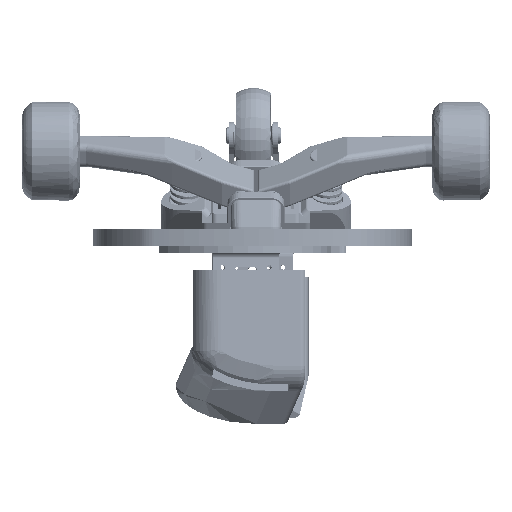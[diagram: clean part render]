
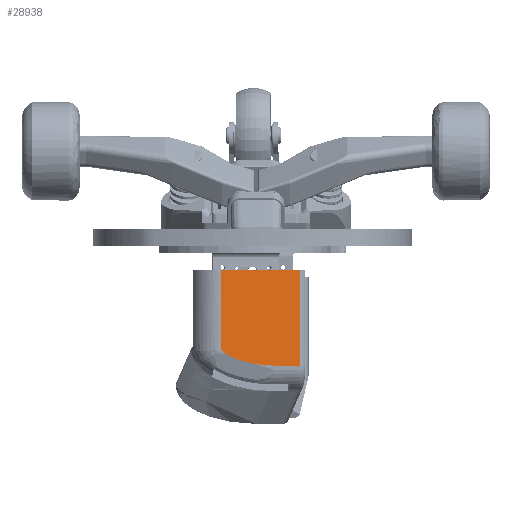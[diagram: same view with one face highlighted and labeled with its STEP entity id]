
A CAD part, front view. The second image highlights one B-rep face of the part: STEP entity #28938.
In plain terms, the highlighted face is planar.
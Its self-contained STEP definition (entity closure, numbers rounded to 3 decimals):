
#1786 = EDGE_CURVE ( 'NONE', #82957, #12074, #4460, .T. ) ;
#2228 = VECTOR ( 'NONE', #53736, 1000. ) ;
#4155 = CARTESIAN_POINT ( 'NONE',  ( 20., 69.08, -35.498 ) ) ;
#4460 = LINE ( 'NONE', #4884, #40013 ) ;
#4775 = EDGE_CURVE ( 'NONE', #12074, #16676, #39845, .T. ) ;
#4884 = CARTESIAN_POINT ( 'NONE',  ( 20., 30., -80. ) ) ;
#6106 = CARTESIAN_POINT ( 'NONE',  ( 20., 60.6, -20. ) ) ;
#8088 = CARTESIAN_POINT ( 'NONE',  ( 20., 72.265, -52.888 ) ) ;
#8488 = CARTESIAN_POINT ( 'NONE',  ( 20., 60.956, -20.283 ) ) ;
#9399 = CARTESIAN_POINT ( 'NONE',  ( 20., 72.518, -60. ) ) ;
#9652 = CARTESIAN_POINT ( 'NONE',  ( 20., 30., -80. ) ) ;
#10060 = CARTESIAN_POINT ( 'NONE',  ( 20., 72.114, -51.123 ) ) ;
#10484 = CARTESIAN_POINT ( 'NONE',  ( 20., 61.28, -20.594 ) ) ;
#11682 = ORIENTED_EDGE ( 'NONE', *, *, #1786, .F. ) ;
#12074 = VERTEX_POINT ( 'NONE', #72697 ) ;
#13957 = VERTEX_POINT ( 'NONE', #6106 ) ;
#14011 = PLANE ( 'NONE',  #23358 ) ;
#14635 = EDGE_CURVE ( 'NONE', #16676, #13957, #36455, .T. ) ;
#16002 = LINE ( 'NONE', #9652, #71707 ) ;
#16676 = VERTEX_POINT ( 'NONE', #9399 ) ;
#17250 = CARTESIAN_POINT ( 'NONE',  ( 20., 64.53, -24.875 ) ) ;
#20749 = CARTESIAN_POINT ( 'NONE',  ( 20., 30., -20. ) ) ;
#20879 = DIRECTION ( 'NONE',  ( 0., 0., 1. ) ) ;
#23358 = AXIS2_PLACEMENT_3D ( 'NONE', #47686, #27102, #33824 ) ;
#23545 = CARTESIAN_POINT ( 'NONE',  ( 20., 65.813, -27.215 ) ) ;
#24118 = ORIENTED_EDGE ( 'NONE', *, *, #29610, .F. ) ;
#27102 = DIRECTION ( 'NONE',  ( 1., 0., 0. ) ) ;
#27489 = CARTESIAN_POINT ( 'NONE',  ( 20., 63.043, -22.628 ) ) ;
#28303 = DIRECTION ( 'NONE',  ( 0., -1., 0. ) ) ;
#28938 = ADVANCED_FACE ( 'NONE', ( #79300 ), #14011, .F. ) ;
#29049 = CARTESIAN_POINT ( 'NONE',  ( 20., 69.812, -38.067 ) ) ;
#29469 = CARTESIAN_POINT ( 'NONE',  ( 20., 72.468, -56.432 ) ) ;
#29610 = EDGE_CURVE ( 'NONE', #13957, #76671, #80096, .T. ) ;
#29868 = CARTESIAN_POINT ( 'NONE',  ( 20., 64.976, -25.646 ) ) ;
#30247 = EDGE_LOOP ( 'NONE', ( #11682, #72494, #70723, #24118, #81941, #83097 ) ) ;
#31960 = CARTESIAN_POINT ( 'NONE',  ( 20., 30., -80. ) ) ;
#33824 = DIRECTION ( 'NONE',  ( 0., 0., -1. ) ) ;
#36198 = CARTESIAN_POINT ( 'NONE',  ( 20., 71.504, -45.853 ) ) ;
#36455 = B_SPLINE_CURVE_WITH_KNOTS ( 'NONE', 3,
 ( #78878, #66218, #29469, #8088, #10060, #36198, #42496, #29049, #61899, #4155, #74925, #59931, #36598, #55162, #23545, #29868, #17250, #68181, #27489, #49670, #53184, #10484, #8488, #68596 ),
 .UNSPECIFIED., .F., .F.,
 ( 4, 2, 2, 2, 2, 2, 2, 2, 2, 2, 2, 4 ),
 ( 0., 0.005, 0.011, 0.021, 0.024, 0.027, 0.032, 0.035, 0.037, 0.04, 0.042, 0.043 ),
 .UNSPECIFIED. ) ;
#36598 = CARTESIAN_POINT ( 'NONE',  ( 20., 67.307, -30.439 ) ) ;
#38090 = VECTOR ( 'NONE', #28303, 1000. ) ;
#39845 = LINE ( 'NONE', #53332, #2228 ) ;
#40013 = VECTOR ( 'NONE', #44066, 1000. ) ;
#42496 = CARTESIAN_POINT ( 'NONE',  ( 20., 70.893, -42.371 ) ) ;
#44066 = DIRECTION ( 'NONE',  ( 0., 1., 0. ) ) ;
#46344 = CARTESIAN_POINT ( 'NONE',  ( 20., 0., -20. ) ) ;
#46552 = LINE ( 'NONE', #71813, #75336 ) ;
#47686 = CARTESIAN_POINT ( 'NONE',  ( 20., 152., -20. ) ) ;
#49670 = CARTESIAN_POINT ( 'NONE',  ( 20., 62.195, -21.581 ) ) ;
#53184 = CARTESIAN_POINT ( 'NONE',  ( 20., 61.9, -21.243 ) ) ;
#53332 = CARTESIAN_POINT ( 'NONE',  ( 20., 72.518, -60. ) ) ;
#53736 = DIRECTION ( 'NONE',  ( 0., 0., 1. ) ) ;
#55162 = CARTESIAN_POINT ( 'NONE',  ( 20., 66.204, -28.013 ) ) ;
#59931 = CARTESIAN_POINT ( 'NONE',  ( 20., 67.951, -32.101 ) ) ;
#60131 = EDGE_CURVE ( 'NONE', #68561, #76671, #46552, .T. ) ;
#61899 = CARTESIAN_POINT ( 'NONE',  ( 20., 69.58, -37.209 ) ) ;
#66218 = CARTESIAN_POINT ( 'NONE',  ( 20., 72.518, -58.214 ) ) ;
#68181 = CARTESIAN_POINT ( 'NONE',  ( 20., 63.565, -23.368 ) ) ;
#68561 = VERTEX_POINT ( 'NONE', #77931 ) ;
#68596 = CARTESIAN_POINT ( 'NONE',  ( 20., 60.6, -20. ) ) ;
#70723 = ORIENTED_EDGE ( 'NONE', *, *, #60131, .T. ) ;
#71707 = VECTOR ( 'NONE', #78773, 1000. ) ;
#71813 = CARTESIAN_POINT ( 'NONE',  ( 20., 0., -20. ) ) ;
#72494 = ORIENTED_EDGE ( 'NONE', *, *, #76677, .T. ) ;
#72697 = CARTESIAN_POINT ( 'NONE',  ( 20., 72.518, -80. ) ) ;
#74925 = CARTESIAN_POINT ( 'NONE',  ( 20., 68.812, -34.643 ) ) ;
#75336 = VECTOR ( 'NONE', #20879, 1000. ) ;
#76671 = VERTEX_POINT ( 'NONE', #46344 ) ;
#76677 = EDGE_CURVE ( 'NONE', #82957, #68561, #16002, .T. ) ;
#77931 = CARTESIAN_POINT ( 'NONE',  ( 20., 0., -80. ) ) ;
#78773 = DIRECTION ( 'NONE',  ( 0., -1., 0. ) ) ;
#78878 = CARTESIAN_POINT ( 'NONE',  ( 20., 72.518, -60. ) ) ;
#79300 = FACE_OUTER_BOUND ( 'NONE', #30247, .T. ) ;
#80096 = LINE ( 'NONE', #20749, #38090 ) ;
#81941 = ORIENTED_EDGE ( 'NONE', *, *, #14635, .F. ) ;
#82957 = VERTEX_POINT ( 'NONE', #31960 ) ;
#83097 = ORIENTED_EDGE ( 'NONE', *, *, #4775, .F. ) ;
